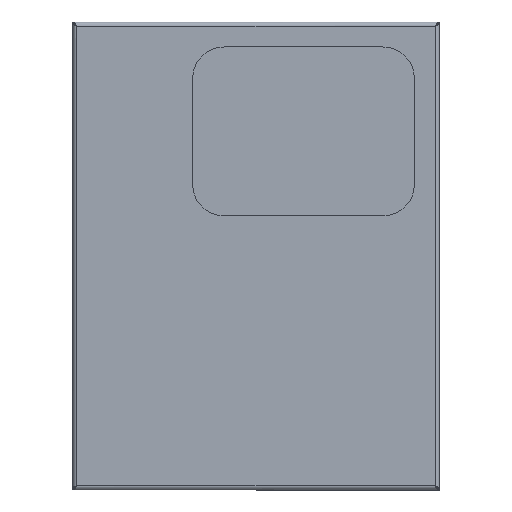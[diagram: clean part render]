
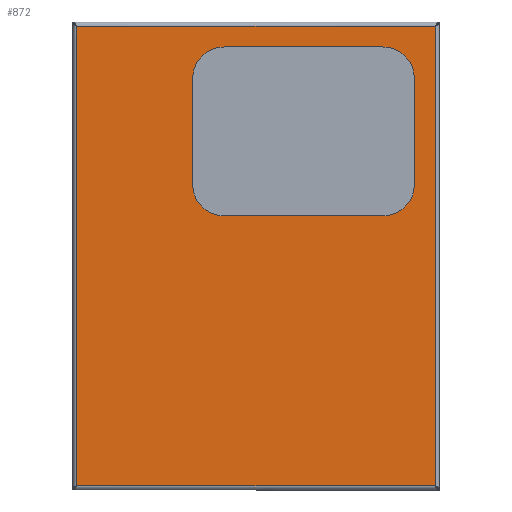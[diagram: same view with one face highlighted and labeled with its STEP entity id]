
A CAD part, top view. The second image highlights one B-rep face of the part: STEP entity #872.
In plain terms, the highlighted planar face has unit normal (0, 0, 1).
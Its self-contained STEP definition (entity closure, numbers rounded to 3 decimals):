
#167 = AXIS2_PLACEMENT_3D ( 'NONE', #10406, #14952, #16940 ) ;
#527 = EDGE_CURVE ( 'NONE', #22972, #26079, #5103, .T. ) ;
#872 = ADVANCED_FACE ( 'NONE', ( #20111, #8189 ), #25455, .F. ) ;
#921 = ORIENTED_EDGE ( 'NONE', *, *, #527, .F. ) ;
#1073 = EDGE_CURVE ( 'NONE', #26139, #13077, #23173, .T. ) ;
#1074 = DIRECTION ( 'NONE',  ( 0., -1., 0. ) ) ;
#1210 = LINE ( 'NONE', #18941, #21114 ) ;
#1245 = LINE ( 'NONE', #7086, #10977 ) ;
#2234 = DIRECTION ( 'NONE',  ( 1., 0., 0. ) ) ;
#3303 = LINE ( 'NONE', #7483, #10948 ) ;
#3417 = VECTOR ( 'NONE', #1074, 1000. ) ;
#3786 = ORIENTED_EDGE ( 'NONE', *, *, #4880, .F. ) ;
#4256 = AXIS2_PLACEMENT_3D ( 'NONE', #12211, #7985, #19047 ) ;
#4409 = AXIS2_PLACEMENT_3D ( 'NONE', #13573, #11508, #20036 ) ;
#4880 = EDGE_CURVE ( 'NONE', #23214, #6794, #18504, .T. ) ;
#4888 = ORIENTED_EDGE ( 'NONE', *, *, #28052, .T. ) ;
#4958 = EDGE_CURVE ( 'NONE', #26079, #11663, #9284, .T. ) ;
#5103 = CIRCLE ( 'NONE', #4256, 14. ) ;
#5140 = VECTOR ( 'NONE', #23700, 1000. ) ;
#5420 = ORIENTED_EDGE ( 'NONE', *, *, #4958, .F. ) ;
#5967 = CARTESIAN_POINT ( 'NONE',  ( 124.784, 225.532, 151.618 ) ) ;
#6618 = CARTESIAN_POINT ( 'NONE',  ( 110.784, 211.532, 151.618 ) ) ;
#6739 = ORIENTED_EDGE ( 'NONE', *, *, #10553, .T. ) ;
#6794 = VERTEX_POINT ( 'NONE', #15417 ) ;
#7086 = CARTESIAN_POINT ( 'NONE',  ( 54.284, 20.732, 151.618 ) ) ;
#7125 = CIRCLE ( 'NONE', #4409, 14. ) ;
#7288 = DIRECTION ( 'NONE',  ( 1., 0., 0. ) ) ;
#7483 = CARTESIAN_POINT ( 'NONE',  ( 223.884, 238.332, 151.618 ) ) ;
#7490 = LINE ( 'NONE', #21960, #24907 ) ;
#7699 = DIRECTION ( 'NONE',  ( 0., 0., 1. ) ) ;
#7941 = LINE ( 'NONE', #14210, #3417 ) ;
#7985 = DIRECTION ( 'NONE',  ( 0., 0., 1. ) ) ;
#8020 = ORIENTED_EDGE ( 'NONE', *, *, #27462, .F. ) ;
#8062 = DIRECTION ( 'NONE',  ( 0., -1., 0. ) ) ;
#8189 = FACE_OUTER_BOUND ( 'NONE', #23891, .T. ) ;
#8594 = EDGE_CURVE ( 'NONE', #11228, #15590, #7941, .T. ) ;
#8929 = VERTEX_POINT ( 'NONE', #6618 ) ;
#9284 = LINE ( 'NONE', #23991, #19506 ) ;
#9609 = EDGE_CURVE ( 'NONE', #6794, #26139, #7125, .T. ) ;
#10406 = CARTESIAN_POINT ( 'NONE',  ( 53.084, 19.532, 151.618 ) ) ;
#10539 = DIRECTION ( 'NONE',  ( 0., 0., 1. ) ) ;
#10553 = EDGE_CURVE ( 'NONE', #28443, #11919, #7490, .T. ) ;
#10575 = CARTESIAN_POINT ( 'NONE',  ( 110.784, 164.232, 151.618 ) ) ;
#10948 = VECTOR ( 'NONE', #11934, 1000. ) ;
#10977 = VECTOR ( 'NONE', #7288, 1000. ) ;
#11228 = VERTEX_POINT ( 'NONE', #23816 ) ;
#11508 = DIRECTION ( 'NONE',  ( 0., 0., 1. ) ) ;
#11663 = VERTEX_POINT ( 'NONE', #17395 ) ;
#11919 = VERTEX_POINT ( 'NONE', #15849 ) ;
#11934 = DIRECTION ( 'NONE',  ( -1., 0., 0. ) ) ;
#12211 = CARTESIAN_POINT ( 'NONE',  ( 124.784, 164.232, 151.618 ) ) ;
#12387 = CARTESIAN_POINT ( 'NONE',  ( 223.884, 20.732, 151.618 ) ) ;
#12820 = DIRECTION ( 'NONE',  ( 1., 0., 0. ) ) ;
#13077 = VERTEX_POINT ( 'NONE', #5967 ) ;
#13573 = CARTESIAN_POINT ( 'NONE',  ( 197.084, 211.532, 151.618 ) ) ;
#14210 = CARTESIAN_POINT ( 'NONE',  ( 54.284, 239.532, 151.618 ) ) ;
#14933 = ORIENTED_EDGE ( 'NONE', *, *, #1073, .F. ) ;
#14952 = DIRECTION ( 'NONE',  ( 0., 0., -1. ) ) ;
#15139 = DIRECTION ( 'NONE',  ( -1., 0., 0. ) ) ;
#15417 = CARTESIAN_POINT ( 'NONE',  ( 211.084, 211.532, 151.618 ) ) ;
#15590 = VERTEX_POINT ( 'NONE', #26698 ) ;
#15776 = EDGE_CURVE ( 'NONE', #11919, #11228, #3303, .T. ) ;
#15849 = CARTESIAN_POINT ( 'NONE',  ( 223.884, 238.332, 151.618 ) ) ;
#16940 = DIRECTION ( 'NONE',  ( -1., 0., 0. ) ) ;
#17205 = CARTESIAN_POINT ( 'NONE',  ( 124.784, 150.232, 151.618 ) ) ;
#17395 = CARTESIAN_POINT ( 'NONE',  ( 197.084, 150.232, 151.618 ) ) ;
#17510 = CIRCLE ( 'NONE', #25972, 14. ) ;
#18123 = AXIS2_PLACEMENT_3D ( 'NONE', #23541, #10539, #12820 ) ;
#18192 = ORIENTED_EDGE ( 'NONE', *, *, #28333, .F. ) ;
#18433 = CARTESIAN_POINT ( 'NONE',  ( 211.084, 164.232, 151.618 ) ) ;
#18504 = LINE ( 'NONE', #23602, #5140 ) ;
#18941 = CARTESIAN_POINT ( 'NONE',  ( 110.784, 164.232, 151.618 ) ) ;
#19047 = DIRECTION ( 'NONE',  ( -1., 0., 0. ) ) ;
#19270 = ORIENTED_EDGE ( 'NONE', *, *, #9609, .F. ) ;
#19506 = VECTOR ( 'NONE', #2234, 1000. ) ;
#20036 = DIRECTION ( 'NONE',  ( -1., 0., 0. ) ) ;
#20111 = FACE_BOUND ( 'NONE', #21413, .T. ) ;
#21114 = VECTOR ( 'NONE', #8062, 1000. ) ;
#21252 = CIRCLE ( 'NONE', #18123, 14. ) ;
#21413 = EDGE_LOOP ( 'NONE', ( #3786, #23286, #5420, #921, #18192, #8020, #14933, #19270 ) ) ;
#21417 = CARTESIAN_POINT ( 'NONE',  ( 197.084, 225.532, 151.618 ) ) ;
#21914 = ORIENTED_EDGE ( 'NONE', *, *, #8594, .T. ) ;
#21960 = CARTESIAN_POINT ( 'NONE',  ( 223.884, 19.532, 151.618 ) ) ;
#22972 = VERTEX_POINT ( 'NONE', #10575 ) ;
#23173 = LINE ( 'NONE', #23706, #28291 ) ;
#23214 = VERTEX_POINT ( 'NONE', #18433 ) ;
#23286 = ORIENTED_EDGE ( 'NONE', *, *, #27706, .F. ) ;
#23541 = CARTESIAN_POINT ( 'NONE',  ( 124.784, 211.532, 151.618 ) ) ;
#23602 = CARTESIAN_POINT ( 'NONE',  ( 211.084, 164.232, 151.618 ) ) ;
#23700 = DIRECTION ( 'NONE',  ( 0., 1., 0. ) ) ;
#23706 = CARTESIAN_POINT ( 'NONE',  ( 197.084, 225.532, 151.618 ) ) ;
#23816 = CARTESIAN_POINT ( 'NONE',  ( 54.284, 238.332, 151.618 ) ) ;
#23891 = EDGE_LOOP ( 'NONE', ( #4888, #6739, #26301, #21914 ) ) ;
#23991 = CARTESIAN_POINT ( 'NONE',  ( 197.084, 150.232, 151.618 ) ) ;
#24139 = DIRECTION ( 'NONE',  ( 0., 1., 0. ) ) ;
#24907 = VECTOR ( 'NONE', #24139, 1000. ) ;
#24970 = DIRECTION ( 'NONE',  ( -1., 0., 0. ) ) ;
#25455 = PLANE ( 'NONE',  #167 ) ;
#25972 = AXIS2_PLACEMENT_3D ( 'NONE', #27095, #7699, #24970 ) ;
#26079 = VERTEX_POINT ( 'NONE', #17205 ) ;
#26139 = VERTEX_POINT ( 'NONE', #21417 ) ;
#26301 = ORIENTED_EDGE ( 'NONE', *, *, #15776, .T. ) ;
#26698 = CARTESIAN_POINT ( 'NONE',  ( 54.284, 20.732, 151.618 ) ) ;
#27095 = CARTESIAN_POINT ( 'NONE',  ( 197.084, 164.232, 151.618 ) ) ;
#27462 = EDGE_CURVE ( 'NONE', #13077, #8929, #21252, .T. ) ;
#27706 = EDGE_CURVE ( 'NONE', #11663, #23214, #17510, .T. ) ;
#28052 = EDGE_CURVE ( 'NONE', #15590, #28443, #1245, .T. ) ;
#28291 = VECTOR ( 'NONE', #15139, 1000. ) ;
#28333 = EDGE_CURVE ( 'NONE', #8929, #22972, #1210, .T. ) ;
#28443 = VERTEX_POINT ( 'NONE', #12387 ) ;
